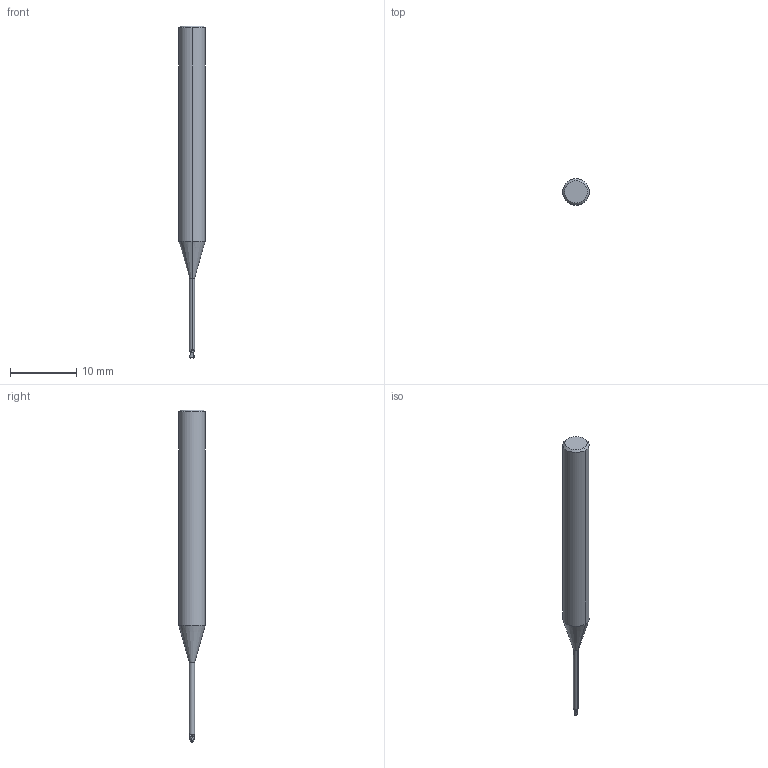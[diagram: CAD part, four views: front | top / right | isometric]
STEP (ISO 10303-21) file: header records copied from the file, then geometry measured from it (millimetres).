
FILE_DESCRIPTION(('no description'),'unknown implementation level');
FILE_NAME('EXN1-M16-0063-0_8X12-Detail.stp',' ',('CIMSOURCE GmbH'),('CADClick - KiM GmbH - www.kimweb.de'),'unknown preprocess','ACIS','unknown authorization');
FILE_SCHEMA(('automotive_design'));
Length unit declared in the file: millimetre
Products named in the file (2): NOCUT; CUT
Bounding box: 4 x 4 x 50 mm (x, y, z)
Volume: 441 mm3; surface area: 492.1 mm2
Topology: 2 solids, 2 shells, 70 faces, 196 edges, 126 vertices
Faces by surface type: plane 22, bspline 18, cone 10, revolution 10, cylinder 8, torus 2
Entity records: 6423 total; most frequent: CARTESIAN_POINT 2628, STYLED_ITEM 392, PRESENTATION_STYLE_ASSIGNMENT 392, COLOUR_RGB 392, ORIENTED_EDGE 388, DIRECTION 252, EDGE_CURVE 194, CURVE_STYLE 194
